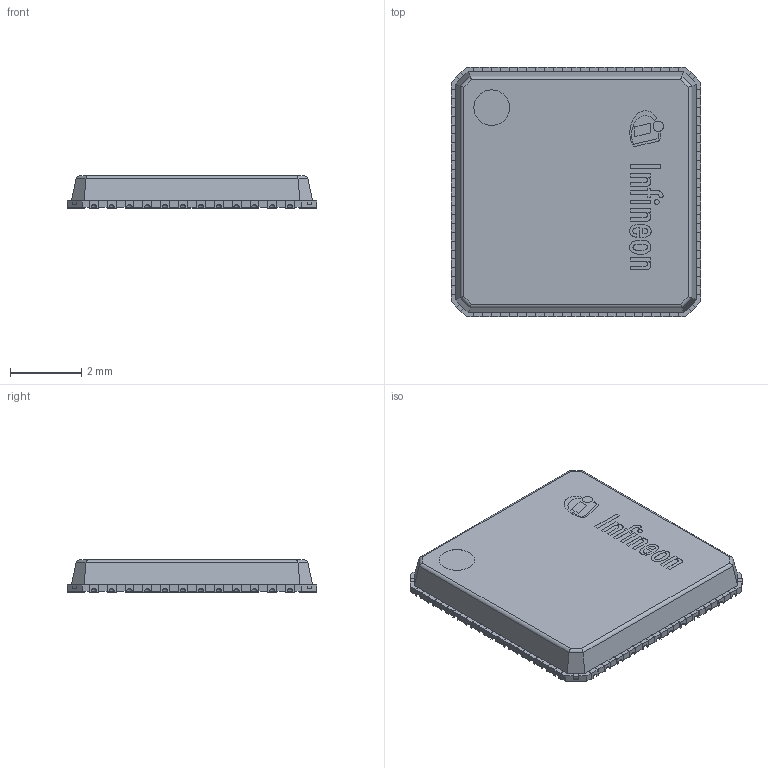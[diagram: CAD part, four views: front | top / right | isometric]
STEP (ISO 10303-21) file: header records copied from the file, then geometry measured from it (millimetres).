
FILE_DESCRIPTION(/* description */ (''),/* implementation_level */ '2;1');
FILE_NAME(/* name */ 'PG-VQFN-48-851_Z8B00270429_V01_3D.stp',/* time_stamp */ '2025-12-24T19:15:05+05:30',/* author */ ('sivamani'),/* organization */ (''),/* preprocessor_version */ 'ST-DEVELOPER v19.2',/* originating_system */ 'AutoCAD Mechanical',/* authorisation */ '');
FILE_SCHEMA (('AUTOMOTIVE_DESIGN { 1 0 10303 214 3 1 1 }'));
Length unit declared in the file: millimetre
Products named in the file (3): Product; *U4; *U3
Assembly tree (5 placements, depth 3):
  Product
    *U4
      *U3  x4
Bounding box: 7 x 7 x 0.9 mm (x, y, z)
Volume: 39.3 mm3; surface area: 237.7 mm2
Topology: 68 solids, 68 shells, 968 faces, 2485 edges, 1606 vertices
Faces by surface type: plane 678, cylinder 224, sphere 48, bspline 18
Full cylindrical faces by diameter (mm): 0.141 x1, 0.29 x1, 1 x2
Entity records: 17168 total; most frequent: CARTESIAN_POINT 3337, ORIENTED_EDGE 2894, DIRECTION 2723, EDGE_CURVE 1447, LINE 1187, VECTOR 1187, VERTEX_POINT 958, AXIS2_PLACEMENT_3D 768
